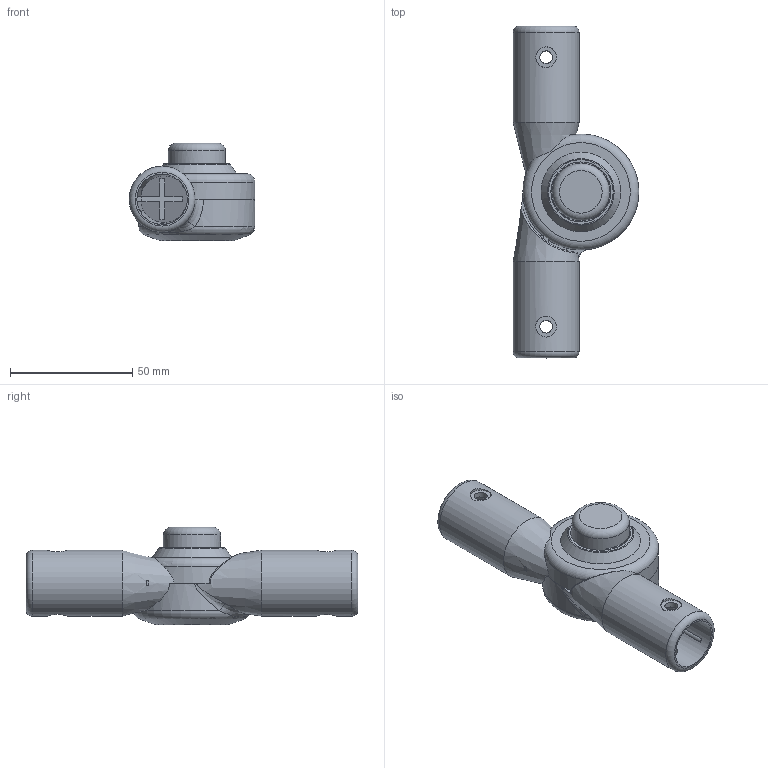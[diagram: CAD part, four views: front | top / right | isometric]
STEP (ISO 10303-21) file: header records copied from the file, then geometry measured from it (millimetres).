
FILE_DESCRIPTION( ( 'STEP AP214' ), '1' );
FILE_NAME( '465XXXD.stp', '2014-01-13T15:58:35', ( ' ' ), ( ' ' ), 'XStep 1.0', 'VISI-Series', ' ' );
FILE_SCHEMA( ( 'automotive_design' ) );
Length unit declared in the file: millimetre
Products named in the file (3): LAYER0
Bounding box: 51.5 x 136 x 39.9 mm (x, y, z)
Volume: 74375.6 mm3; surface area: 32696.1 mm2
Topology: 3 solids, 3 shells, 176 faces, 470 edges, 312 vertices
Faces by surface type: plane 104, cylinder 47, cone 14, torus 7, bspline 4
Full cylindrical faces by diameter (mm): 5.2 x4, 6.2 x2, 8.5 x4, 9 x1, 10 x1, 11 x1, 13 x1, 19.7 x1, 20.7 x2, 23.4 x1, 24.6 x1, 27 x2, 39.6 x1, 40 x1, 43.6 x1, 44 x1
Entity records: 9041 total; most frequent: CARTESIAN_POINT 3486, DIRECTION 855, ORIENTED_EDGE 802, EDGE_CURVE 401, AXIS2_PLACEMENT_3D 328, VERTEX_POINT 284, EDGE_LOOP 239, FACE_OUTER_BOUND 208
